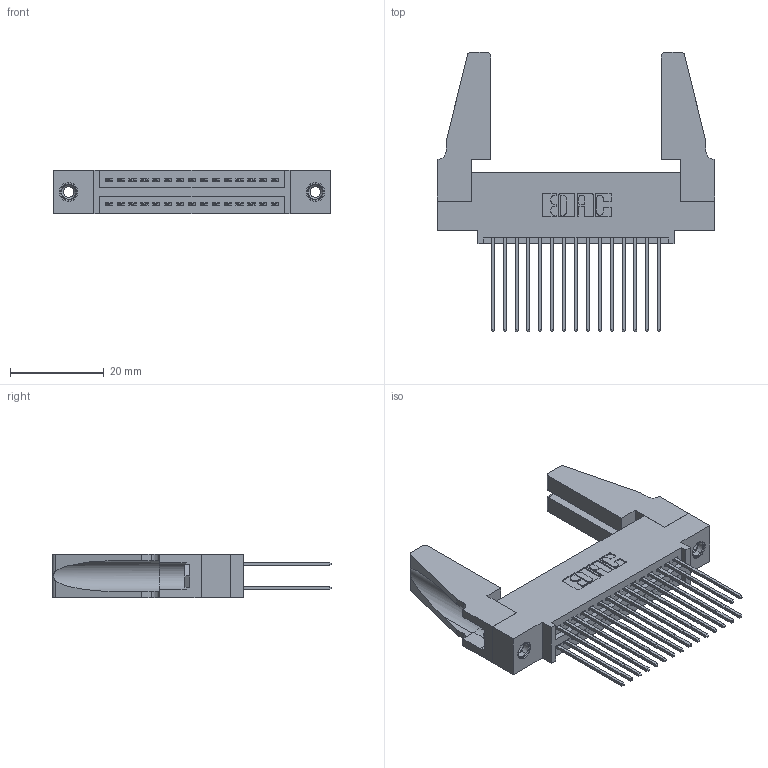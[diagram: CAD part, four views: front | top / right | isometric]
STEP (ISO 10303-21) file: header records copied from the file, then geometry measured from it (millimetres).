
FILE_DESCRIPTION (( 'STEP AP203' ), '1' );
FILE_NAME ('345-030-541-588.STEP', '2019-10-28T02:00:16', ( '' ), ( '' ), 'SwSTEP 2.0', 'SolidWorks 2016', '' );
FILE_SCHEMA (( 'CONFIG_CONTROL_DESIGN' ));
Length unit declared in the file: inch
Products named in the file (5): 345-220-078_345-220-088; 345-030-541-588; 345-250-001_345-250-001-102; 345-292-001_345-293-141; 345 Part_0.110 Offset - 0.156 Dia-TH
Assembly tree (35 placements, depth 2):
  345-030-541-588
    345 Part_0.110 Offset - 0.156 Dia-TH
    345-292-001_345-293-141  x30
    345-250-001_345-250-001-102  x2
    345-220-078_345-220-088  x2
Bounding box: 59.33 x 59.61 x 9.4 mm (x, y, z)
Volume: 8864.4 mm3; surface area: 11796.5 mm2
Topology: 35 solids, 35 shells, 1754 faces, 5137 edges, 3374 vertices
Faces by surface type: plane 1146, cylinder 592, cone 12, torus 4
Entity records: 17702 total; most frequent: CARTESIAN_POINT 2990, ORIENTED_EDGE 2884, DIRECTION 2674, EDGE_CURVE 1442, LINE 1208, VECTOR 1208, VERTEX_POINT 954, AXIS2_PLACEMENT_3D 733
